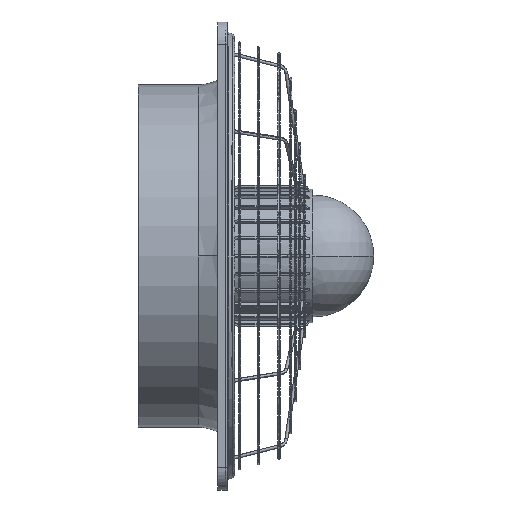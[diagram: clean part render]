
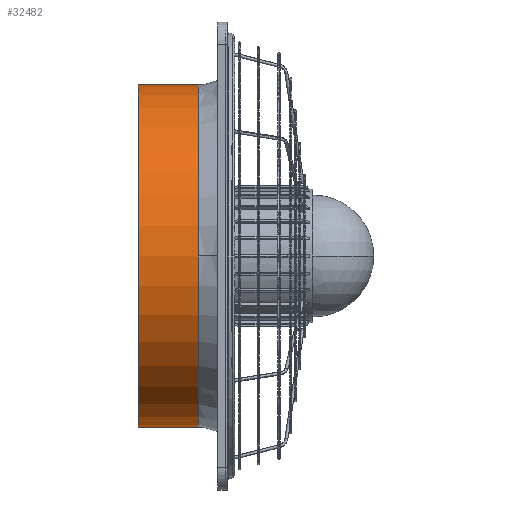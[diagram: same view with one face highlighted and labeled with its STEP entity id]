
A CAD part, front view. The second image highlights one B-rep face of the part: STEP entity #32482.
In plain terms, the highlighted cylindrical face has radius 230.5 mm (diameter 461 mm), a partial arc.
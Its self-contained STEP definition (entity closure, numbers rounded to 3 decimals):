
#684 = DIRECTION ( 'NONE',  ( -1., 0., 0. ) ) ;
#1506 = CARTESIAN_POINT ( 'NONE',  ( -316.034, -464., 230.5 ) ) ;
#1558 = AXIS2_PLACEMENT_3D ( 'NONE', #28041, #11975, #33434 ) ;
#2853 = LINE ( 'NONE', #1506, #33903 ) ;
#2862 = CARTESIAN_POINT ( 'NONE',  ( -275.534, -464., 0. ) ) ;
#2970 = CARTESIAN_POINT ( 'NONE',  ( -316.034, -464., -230.5 ) ) ;
#4229 = VECTOR ( 'NONE', #21956, 1000. ) ;
#4866 = EDGE_CURVE ( 'NONE', #28960, #23823, #32757, .T. ) ;
#7803 = CARTESIAN_POINT ( 'NONE',  ( -275.534, -464., 0. ) ) ;
#7990 = EDGE_CURVE ( 'NONE', #26647, #30392, #22888, .T. ) ;
#9747 = EDGE_CURVE ( 'NONE', #23823, #31753, #22293, .T. ) ;
#11346 = CARTESIAN_POINT ( 'NONE',  ( -275.534, -464., -230.5 ) ) ;
#11592 = ORIENTED_EDGE ( 'NONE', *, *, #19272, .T. ) ;
#11599 = EDGE_LOOP ( 'NONE', ( #31231, #12029, #28190, #11592, #12489 ) ) ;
#11975 = DIRECTION ( 'NONE',  ( -1., 0., 0. ) ) ;
#12029 = ORIENTED_EDGE ( 'NONE', *, *, #24975, .T. ) ;
#12489 = ORIENTED_EDGE ( 'NONE', *, *, #9747, .F. ) ;
#13768 = CARTESIAN_POINT ( 'NONE',  ( -275.534, -694.5, 0. ) ) ;
#14905 = DIRECTION ( 'NONE',  ( -1., 0., 0. ) ) ;
#18530 = CARTESIAN_POINT ( 'NONE',  ( -356.534, -464., -230.5 ) ) ;
#19272 = EDGE_CURVE ( 'NONE', #30392, #31753, #2853, .T. ) ;
#19351 = FACE_OUTER_BOUND ( 'NONE', #11599, .T. ) ;
#19623 = AXIS2_PLACEMENT_3D ( 'NONE', #33880, #14905, #20299 ) ;
#20299 = DIRECTION ( 'NONE',  ( 0., 0., 1. ) ) ;
#21861 = DIRECTION ( 'NONE',  ( -1., 0., 0. ) ) ;
#21956 = DIRECTION ( 'NONE',  ( -1., 0., 0. ) ) ;
#22293 = CIRCLE ( 'NONE', #1558, 230.5 ) ;
#22888 = CIRCLE ( 'NONE', #28650, 230.5 ) ;
#23823 = VERTEX_POINT ( 'NONE', #18530 ) ;
#24103 = DIRECTION ( 'NONE',  ( 0., 1., 0. ) ) ;
#24857 = CIRCLE ( 'NONE', #26037, 230.5 ) ;
#24975 = EDGE_CURVE ( 'NONE', #28960, #26647, #24857, .T. ) ;
#26037 = AXIS2_PLACEMENT_3D ( 'NONE', #2862, #21861, #27004 ) ;
#26562 = DIRECTION ( 'NONE',  ( -1., 0., 0. ) ) ;
#26647 = VERTEX_POINT ( 'NONE', #13768 ) ;
#27004 = DIRECTION ( 'NONE',  ( 0., 1., 0. ) ) ;
#27391 = CARTESIAN_POINT ( 'NONE',  ( -275.534, -464., 230.5 ) ) ;
#28041 = CARTESIAN_POINT ( 'NONE',  ( -356.534, -464., 0. ) ) ;
#28190 = ORIENTED_EDGE ( 'NONE', *, *, #7990, .T. ) ;
#28650 = AXIS2_PLACEMENT_3D ( 'NONE', #7803, #26562, #24103 ) ;
#28960 = VERTEX_POINT ( 'NONE', #11346 ) ;
#30392 = VERTEX_POINT ( 'NONE', #27391 ) ;
#31231 = ORIENTED_EDGE ( 'NONE', *, *, #4866, .F. ) ;
#31313 = CARTESIAN_POINT ( 'NONE',  ( -356.534, -464., 230.5 ) ) ;
#31501 = CYLINDRICAL_SURFACE ( 'NONE', #19623, 230.5 ) ;
#31753 = VERTEX_POINT ( 'NONE', #31313 ) ;
#32482 = ADVANCED_FACE ( 'NONE', ( #19351 ), #31501, .T. ) ;
#32757 = LINE ( 'NONE', #2970, #4229 ) ;
#33434 = DIRECTION ( 'NONE',  ( 0., 0., 1. ) ) ;
#33880 = CARTESIAN_POINT ( 'NONE',  ( -316.034, -464., 0. ) ) ;
#33903 = VECTOR ( 'NONE', #684, 1000. ) ;
